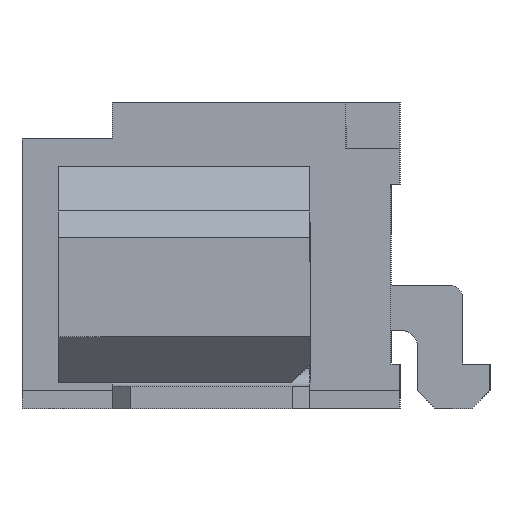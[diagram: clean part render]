
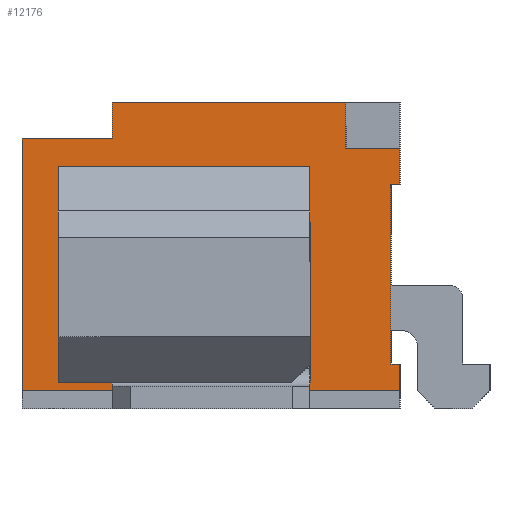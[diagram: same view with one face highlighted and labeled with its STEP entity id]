
A CAD part, left-side view. The second image highlights one B-rep face of the part: STEP entity #12176.
In plain terms, the highlighted planar face has unit normal (-1, 0, 0).
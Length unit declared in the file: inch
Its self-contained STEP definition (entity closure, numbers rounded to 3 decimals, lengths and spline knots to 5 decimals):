
#511 = CARTESIAN_POINT ( 'NONE',  ( -0.18209, -0.12303, 0.02756 ) ) ;
#593 = CARTESIAN_POINT ( 'NONE',  ( -0.18209, -0.00098, -0.07087 ) ) ;
#625 = DIRECTION ( 'NONE',  ( -1., 0., 0. ) ) ;
#712 = CARTESIAN_POINT ( 'NONE',  ( -0.18209, -0.10335, 0.04331 ) ) ;
#906 = DIRECTION ( 'NONE',  ( 0., -1., 0. ) ) ;
#938 = LINE ( 'NONE', #6459, #4142 ) ;
#981 = CARTESIAN_POINT ( 'NONE',  ( -0.18209, 0.02264, 0.03543 ) ) ;
#1042 = ORIENTED_EDGE ( 'NONE', *, *, #12491, .T. ) ;
#1274 = CARTESIAN_POINT ( 'NONE',  ( -0.18209, 0.03839, 0.04331 ) ) ;
#1308 = DIRECTION ( 'NONE',  ( 0., 0., -1. ) ) ;
#1652 = LINE ( 'NONE', #14997, #13964 ) ;
#1706 = DIRECTION ( 'NONE',  ( 0., -1., 0. ) ) ;
#1783 = CARTESIAN_POINT ( 'NONE',  ( -0.18209, 0.03839, -0.07087 ) ) ;
#1979 = VERTEX_POINT ( 'NONE', #10739 ) ;
#2037 = CARTESIAN_POINT ( 'NONE',  ( -0.18209, -0.12697, -0.06299 ) ) ;
#2306 = LINE ( 'NONE', #9552, #11107 ) ;
#2310 = CARTESIAN_POINT ( 'NONE',  ( -0.18209, 0.03839, 0.04724 ) ) ;
#2339 = VECTOR ( 'NONE', #9564, 39.37008 ) ;
#2508 = CARTESIAN_POINT ( 'NONE',  ( -0.18209, -0.0876, -0.07087 ) ) ;
#2634 = VECTOR ( 'NONE', #3878, 39.37008 ) ;
#2926 = ORIENTED_EDGE ( 'NONE', *, *, #14838, .F. ) ;
#2964 = VERTEX_POINT ( 'NONE', #7428 ) ;
#3102 = VECTOR ( 'NONE', #6083, 39.37008 ) ;
#3136 = VERTEX_POINT ( 'NONE', #712 ) ;
#3213 = ORIENTED_EDGE ( 'NONE', *, *, #9889, .T. ) ;
#3225 = EDGE_CURVE ( 'NONE', #13587, #4003, #9856, .T. ) ;
#3419 = VERTEX_POINT ( 'NONE', #9555 ) ;
#3538 = VECTOR ( 'NONE', #906, 39.37008 ) ;
#3560 = LINE ( 'NONE', #2310, #12725 ) ;
#3573 = ORIENTED_EDGE ( 'NONE', *, *, #10735, .T. ) ;
#3732 = AXIS2_PLACEMENT_3D ( 'NONE', #7760, #625, #8959 ) ;
#3878 = DIRECTION ( 'NONE',  ( 0., -1., 0. ) ) ;
#4003 = VERTEX_POINT ( 'NONE', #14305 ) ;
#4057 = VECTOR ( 'NONE', #7292, 39.37008 ) ;
#4142 = VECTOR ( 'NONE', #7638, 39.37008 ) ;
#4170 = CARTESIAN_POINT ( 'NONE',  ( -0.18209, -0.00098, 0.04724 ) ) ;
#4197 = CARTESIAN_POINT ( 'NONE',  ( -0.18209, -0.12303, -0.05118 ) ) ;
#4447 = LINE ( 'NONE', #12272, #9123 ) ;
#4594 = CARTESIAN_POINT ( 'NONE',  ( -0.18209, -0.12697, -0.05118 ) ) ;
#4706 = EDGE_CURVE ( 'NONE', #1979, #14139, #2306, .T. ) ;
#4766 = DIRECTION ( 'NONE',  ( 0., 1., 0. ) ) ;
#4886 = CARTESIAN_POINT ( 'NONE',  ( -0.18209, -0.10335, -0.07087 ) ) ;
#5123 = DIRECTION ( 'NONE',  ( 0., 0., 1. ) ) ;
#5607 = VERTEX_POINT ( 'NONE', #4197 ) ;
#5620 = ORIENTED_EDGE ( 'NONE', *, *, #15112, .T. ) ;
#6014 = EDGE_CURVE ( 'NONE', #7384, #5607, #13568, .T. ) ;
#6083 = DIRECTION ( 'NONE',  ( 0., 0., 1. ) ) ;
#6106 = CARTESIAN_POINT ( 'NONE',  ( -0.18209, 0.03839, -0.05118 ) ) ;
#6119 = VECTOR ( 'NONE', #1706, 39.37008 ) ;
#6318 = CARTESIAN_POINT ( 'NONE',  ( -0.18209, -0.0876, -0.05906 ) ) ;
#6459 = CARTESIAN_POINT ( 'NONE',  ( -0.18209, -0.12697, -0.07087 ) ) ;
#6503 = LINE ( 'NONE', #511, #6119 ) ;
#6579 = EDGE_CURVE ( 'NONE', #3136, #1979, #12639, .T. ) ;
#6923 = VERTEX_POINT ( 'NONE', #2037 ) ;
#6933 = ORIENTED_EDGE ( 'NONE', *, *, #13019, .T. ) ;
#7089 = LINE ( 'NONE', #1783, #10271 ) ;
#7171 = CARTESIAN_POINT ( 'NONE',  ( -0.18209, 0.02264, -0.07087 ) ) ;
#7229 = DIRECTION ( 'NONE',  ( 0., 0., 1. ) ) ;
#7243 = VECTOR ( 'NONE', #7229, 39.37008 ) ;
#7292 = DIRECTION ( 'NONE',  ( 0., 1., 0. ) ) ;
#7384 = VERTEX_POINT ( 'NONE', #4594 ) ;
#7428 = CARTESIAN_POINT ( 'NONE',  ( -0.18209, 0.02264, -0.05906 ) ) ;
#7595 = LINE ( 'NONE', #2508, #13585 ) ;
#7638 = DIRECTION ( 'NONE',  ( 0., 0., -1. ) ) ;
#7724 = DIRECTION ( 'NONE',  ( 0., 0., -1. ) ) ;
#7760 = CARTESIAN_POINT ( 'NONE',  ( -0.18209, 0.03839, -0.07087 ) ) ;
#7882 = ORIENTED_EDGE ( 'NONE', *, *, #10122, .T. ) ;
#8188 = VERTEX_POINT ( 'NONE', #10631 ) ;
#8363 = DIRECTION ( 'NONE',  ( 0., 1., 0. ) ) ;
#8478 = CARTESIAN_POINT ( 'NONE',  ( -0.18209, -0.00098, 0.06299 ) ) ;
#8696 = LINE ( 'NONE', #593, #15015 ) ;
#8914 = PLANE ( 'NONE',  #3732 ) ;
#8936 = DIRECTION ( 'NONE',  ( 0., 0., -1. ) ) ;
#8959 = DIRECTION ( 'NONE',  ( 0., 0., 1. ) ) ;
#9073 = DIRECTION ( 'NONE',  ( 0., 0., -1. ) ) ;
#9123 = VECTOR ( 'NONE', #5123, 39.37008 ) ;
#9289 = VERTEX_POINT ( 'NONE', #4170 ) ;
#9322 = ORIENTED_EDGE ( 'NONE', *, *, #11276, .T. ) ;
#9335 = FACE_OUTER_BOUND ( 'NONE', #12973, .T. ) ;
#9552 = CARTESIAN_POINT ( 'NONE',  ( -0.18209, 0.03839, 0.06299 ) ) ;
#9555 = CARTESIAN_POINT ( 'NONE',  ( -0.18209, -0.12303, 0.02756 ) ) ;
#9564 = DIRECTION ( 'NONE',  ( 0., 1., 0. ) ) ;
#9841 = EDGE_CURVE ( 'NONE', #11664, #6923, #14929, .T. ) ;
#9856 = LINE ( 'NONE', #15176, #3538 ) ;
#9889 = EDGE_CURVE ( 'NONE', #14422, #11664, #7089, .T. ) ;
#10076 = ORIENTED_EDGE ( 'NONE', *, *, #6579, .T. ) ;
#10122 = EDGE_CURVE ( 'NONE', #10793, #2964, #13638, .T. ) ;
#10271 = VECTOR ( 'NONE', #8936, 39.37008 ) ;
#10413 = LINE ( 'NONE', #7171, #7243 ) ;
#10430 = VECTOR ( 'NONE', #14172, 39.37008 ) ;
#10583 = ORIENTED_EDGE ( 'NONE', *, *, #6014, .T. ) ;
#10631 = CARTESIAN_POINT ( 'NONE',  ( -0.18209, -0.12697, 0.04331 ) ) ;
#10735 = EDGE_CURVE ( 'NONE', #5607, #3419, #4447, .T. ) ;
#10739 = CARTESIAN_POINT ( 'NONE',  ( -0.18209, -0.10335, 0.06299 ) ) ;
#10793 = VERTEX_POINT ( 'NONE', #6318 ) ;
#11107 = VECTOR ( 'NONE', #8363, 39.37008 ) ;
#11276 = EDGE_CURVE ( 'NONE', #8188, #3136, #14647, .T. ) ;
#11383 = VERTEX_POINT ( 'NONE', #13544 ) ;
#11664 = VERTEX_POINT ( 'NONE', #14282 ) ;
#12176 = ADVANCED_FACE ( 'NONE', ( #9335, #15282 ), #8914, .T. ) ;
#12243 = CARTESIAN_POINT ( 'NONE',  ( -0.18209, 0.03839, -0.06299 ) ) ;
#12272 = CARTESIAN_POINT ( 'NONE',  ( -0.18209, -0.12303, -0.07087 ) ) ;
#12423 = ORIENTED_EDGE ( 'NONE', *, *, #9841, .T. ) ;
#12473 = CARTESIAN_POINT ( 'NONE',  ( -0.18209, 0.03839, 0.04724 ) ) ;
#12491 = EDGE_CURVE ( 'NONE', #9289, #14422, #3560, .T. ) ;
#12639 = LINE ( 'NONE', #4886, #3102 ) ;
#12704 = ORIENTED_EDGE ( 'NONE', *, *, #3225, .T. ) ;
#12725 = VECTOR ( 'NONE', #4766, 39.37008 ) ;
#12811 = ORIENTED_EDGE ( 'NONE', *, *, #13388, .T. ) ;
#12973 = EDGE_LOOP ( 'NONE', ( #3573, #14978, #14040, #9322, #10076, #15010, #12811, #1042, #3213, #12423, #2926, #10583 ) ) ;
#13019 = EDGE_CURVE ( 'NONE', #4003, #10793, #7595, .T. ) ;
#13388 = EDGE_CURVE ( 'NONE', #14139, #9289, #8696, .T. ) ;
#13544 = CARTESIAN_POINT ( 'NONE',  ( -0.18209, -0.12697, 0.02756 ) ) ;
#13568 = LINE ( 'NONE', #6106, #4057 ) ;
#13585 = VECTOR ( 'NONE', #1308, 39.37008 ) ;
#13587 = VERTEX_POINT ( 'NONE', #981 ) ;
#13638 = LINE ( 'NONE', #15315, #10430 ) ;
#13887 = EDGE_LOOP ( 'NONE', ( #7882, #5620, #12704, #6933 ) ) ;
#13964 = VECTOR ( 'NONE', #9073, 39.37008 ) ;
#14040 = ORIENTED_EDGE ( 'NONE', *, *, #14359, .F. ) ;
#14139 = VERTEX_POINT ( 'NONE', #8478 ) ;
#14172 = DIRECTION ( 'NONE',  ( 0., 1., 0. ) ) ;
#14282 = CARTESIAN_POINT ( 'NONE',  ( -0.18209, 0.03839, -0.06299 ) ) ;
#14305 = CARTESIAN_POINT ( 'NONE',  ( -0.18209, -0.0876, 0.03543 ) ) ;
#14359 = EDGE_CURVE ( 'NONE', #8188, #11383, #938, .T. ) ;
#14422 = VERTEX_POINT ( 'NONE', #12473 ) ;
#14647 = LINE ( 'NONE', #1274, #2339 ) ;
#14838 = EDGE_CURVE ( 'NONE', #7384, #6923, #1652, .T. ) ;
#14929 = LINE ( 'NONE', #12243, #2634 ) ;
#14978 = ORIENTED_EDGE ( 'NONE', *, *, #15338, .T. ) ;
#14997 = CARTESIAN_POINT ( 'NONE',  ( -0.18209, -0.12697, -0.07087 ) ) ;
#15010 = ORIENTED_EDGE ( 'NONE', *, *, #4706, .T. ) ;
#15015 = VECTOR ( 'NONE', #7724, 39.37008 ) ;
#15112 = EDGE_CURVE ( 'NONE', #2964, #13587, #10413, .T. ) ;
#15176 = CARTESIAN_POINT ( 'NONE',  ( -0.18209, 0.03839, 0.03543 ) ) ;
#15282 = FACE_BOUND ( 'NONE', #13887, .T. ) ;
#15315 = CARTESIAN_POINT ( 'NONE',  ( -0.18209, 0.03839, -0.05906 ) ) ;
#15338 = EDGE_CURVE ( 'NONE', #3419, #11383, #6503, .T. ) ;
